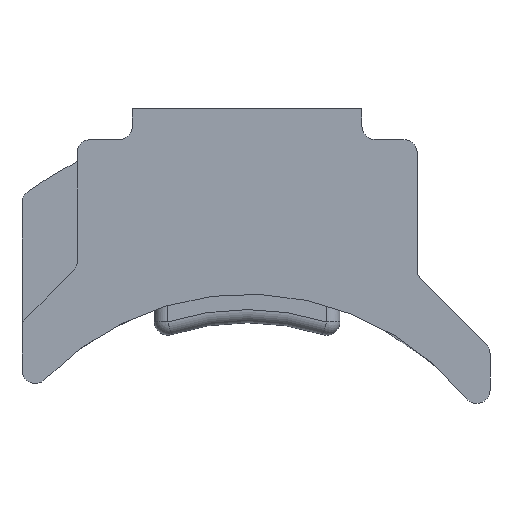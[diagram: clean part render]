
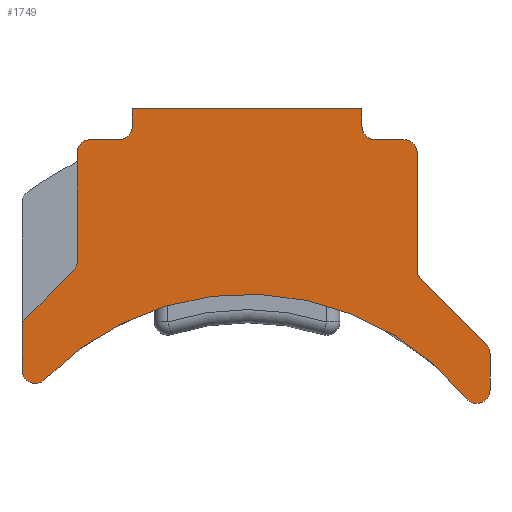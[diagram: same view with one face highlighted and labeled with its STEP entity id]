
A CAD part, front view. The second image highlights one B-rep face of the part: STEP entity #1749.
In plain terms, the highlighted planar face has unit normal (0, -1, 0).
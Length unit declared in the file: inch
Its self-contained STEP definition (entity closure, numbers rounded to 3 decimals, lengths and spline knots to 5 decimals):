
#170=FACE_OUTER_BOUND('',#290,.T.);
#290=EDGE_LOOP('',(#1181,#1182,#1183,#1184,#1185,#1186,#1187,#1188,#1189,
#1190,#1191,#1192,#1193,#1194,#1195,#1196,#1197,#1198,#1199,#1200,#1201,
#1202));
#409=LINE('',#2711,#504);
#413=LINE('',#2721,#508);
#415=LINE('',#2725,#510);
#416=LINE('',#2729,#511);
#417=LINE('',#2733,#512);
#418=LINE('',#2737,#513);
#419=LINE('',#2741,#514);
#420=LINE('',#2749,#515);
#421=LINE('',#2753,#516);
#422=LINE('',#2757,#517);
#423=LINE('',#2761,#518);
#504=VECTOR('',#2137,0.3937);
#508=VECTOR('',#2147,0.3937);
#510=VECTOR('',#2151,0.3937);
#511=VECTOR('',#2154,0.3937);
#512=VECTOR('',#2157,0.3937);
#513=VECTOR('',#2160,0.3937);
#514=VECTOR('',#2163,0.3937);
#515=VECTOR('',#2170,0.3937);
#516=VECTOR('',#2173,0.3937);
#517=VECTOR('',#2176,0.3937);
#518=VECTOR('',#2179,0.3937);
#600=CIRCLE('',#1895,0.03);
#601=CIRCLE('',#1896,0.03);
#602=CIRCLE('',#1897,0.03);
#603=CIRCLE('',#1898,0.03);
#604=CIRCLE('',#1899,0.03);
#605=CIRCLE('',#1900,0.64);
#606=CIRCLE('',#1901,0.03);
#607=CIRCLE('',#1902,0.03);
#608=CIRCLE('',#1903,0.03);
#609=CIRCLE('',#1904,0.03);
#610=CIRCLE('',#1905,0.03);
#733=VERTEX_POINT('',#2708);
#734=VERTEX_POINT('',#2710);
#737=VERTEX_POINT('',#2720);
#738=VERTEX_POINT('',#2724);
#739=VERTEX_POINT('',#2726);
#740=VERTEX_POINT('',#2728);
#741=VERTEX_POINT('',#2730);
#742=VERTEX_POINT('',#2732);
#743=VERTEX_POINT('',#2734);
#744=VERTEX_POINT('',#2736);
#745=VERTEX_POINT('',#2738);
#746=VERTEX_POINT('',#2740);
#747=VERTEX_POINT('',#2742);
#748=VERTEX_POINT('',#2744);
#749=VERTEX_POINT('',#2746);
#750=VERTEX_POINT('',#2748);
#751=VERTEX_POINT('',#2750);
#752=VERTEX_POINT('',#2752);
#753=VERTEX_POINT('',#2754);
#754=VERTEX_POINT('',#2756);
#755=VERTEX_POINT('',#2758);
#756=VERTEX_POINT('',#2760);
#893=EDGE_CURVE('',#734,#733,#409,.T.);
#898=EDGE_CURVE('',#737,#734,#413,.T.);
#900=EDGE_CURVE('',#738,#733,#415,.T.);
#901=EDGE_CURVE('',#739,#738,#600,.T.);
#902=EDGE_CURVE('',#740,#739,#416,.T.);
#903=EDGE_CURVE('',#741,#740,#601,.T.);
#904=EDGE_CURVE('',#742,#741,#417,.T.);
#905=EDGE_CURVE('',#743,#742,#602,.T.);
#906=EDGE_CURVE('',#744,#743,#418,.T.);
#907=EDGE_CURVE('',#745,#744,#603,.T.);
#908=EDGE_CURVE('',#746,#745,#419,.T.);
#909=EDGE_CURVE('',#747,#746,#604,.T.);
#910=EDGE_CURVE('',#748,#747,#605,.T.);
#911=EDGE_CURVE('',#749,#748,#606,.T.);
#912=EDGE_CURVE('',#750,#749,#420,.T.);
#913=EDGE_CURVE('',#751,#750,#607,.T.);
#914=EDGE_CURVE('',#752,#751,#421,.T.);
#915=EDGE_CURVE('',#753,#752,#608,.T.);
#916=EDGE_CURVE('',#754,#753,#422,.T.);
#917=EDGE_CURVE('',#755,#754,#609,.T.);
#918=EDGE_CURVE('',#756,#755,#423,.T.);
#919=EDGE_CURVE('',#737,#756,#610,.T.);
#1181=ORIENTED_EDGE('',*,*,#893,.T.);
#1182=ORIENTED_EDGE('',*,*,#900,.F.);
#1183=ORIENTED_EDGE('',*,*,#901,.F.);
#1184=ORIENTED_EDGE('',*,*,#902,.F.);
#1185=ORIENTED_EDGE('',*,*,#903,.F.);
#1186=ORIENTED_EDGE('',*,*,#904,.F.);
#1187=ORIENTED_EDGE('',*,*,#905,.F.);
#1188=ORIENTED_EDGE('',*,*,#906,.F.);
#1189=ORIENTED_EDGE('',*,*,#907,.F.);
#1190=ORIENTED_EDGE('',*,*,#908,.F.);
#1191=ORIENTED_EDGE('',*,*,#909,.F.);
#1192=ORIENTED_EDGE('',*,*,#910,.F.);
#1193=ORIENTED_EDGE('',*,*,#911,.F.);
#1194=ORIENTED_EDGE('',*,*,#912,.F.);
#1195=ORIENTED_EDGE('',*,*,#913,.F.);
#1196=ORIENTED_EDGE('',*,*,#914,.F.);
#1197=ORIENTED_EDGE('',*,*,#915,.F.);
#1198=ORIENTED_EDGE('',*,*,#916,.F.);
#1199=ORIENTED_EDGE('',*,*,#917,.F.);
#1200=ORIENTED_EDGE('',*,*,#918,.F.);
#1201=ORIENTED_EDGE('',*,*,#919,.F.);
#1202=ORIENTED_EDGE('',*,*,#898,.T.);
#1725=PLANE('',#1894);
#1749=ADVANCED_FACE('',(#170),#1725,.F.);
#1894=AXIS2_PLACEMENT_3D('',#2723,#2149,#2150);
#1895=AXIS2_PLACEMENT_3D('',#2727,#2152,#2153);
#1896=AXIS2_PLACEMENT_3D('',#2731,#2155,#2156);
#1897=AXIS2_PLACEMENT_3D('',#2735,#2158,#2159);
#1898=AXIS2_PLACEMENT_3D('',#2739,#2161,#2162);
#1899=AXIS2_PLACEMENT_3D('',#2743,#2164,#2165);
#1900=AXIS2_PLACEMENT_3D('',#2745,#2166,#2167);
#1901=AXIS2_PLACEMENT_3D('',#2747,#2168,#2169);
#1902=AXIS2_PLACEMENT_3D('',#2751,#2171,#2172);
#1903=AXIS2_PLACEMENT_3D('',#2755,#2174,#2175);
#1904=AXIS2_PLACEMENT_3D('',#2759,#2177,#2178);
#1905=AXIS2_PLACEMENT_3D('',#2762,#2180,#2181);
#2137=DIRECTION('',(-1.,0.,0.));
#2147=DIRECTION('',(0.,0.,1.));
#2149=DIRECTION('center_axis',(0.,1.,0.));
#2150=DIRECTION('ref_axis',(0.,0.,1.));
#2151=DIRECTION('',(0.,0.,1.));
#2152=DIRECTION('center_axis',(0.,-1.,0.));
#2153=DIRECTION('ref_axis',(0.707,0.,-0.707));
#2154=DIRECTION('',(1.,0.,0.));
#2155=DIRECTION('center_axis',(0.,1.,0.));
#2156=DIRECTION('ref_axis',(-0.707,0.,0.707));
#2157=DIRECTION('',(0.,0.,1.));
#2158=DIRECTION('center_axis',(0.,-1.,0.));
#2159=DIRECTION('ref_axis',(0.924,0.,-0.383));
#2160=DIRECTION('',(0.707,0.,0.707));
#2161=DIRECTION('center_axis',(0.,1.,0.));
#2162=DIRECTION('ref_axis',(-0.924,0.,0.383));
#2163=DIRECTION('',(0.,0.,1.));
#2164=DIRECTION('center_axis',(0.,1.,0.));
#2165=DIRECTION('ref_axis',(-0.377,0.,-0.926));
#2166=DIRECTION('center_axis',(0.,-1.,0.));
#2167=DIRECTION('ref_axis',(0.797,0.,-0.604));
#2168=DIRECTION('center_axis',(0.,1.,0.));
#2169=DIRECTION('ref_axis',(0.335,0.,-0.942));
#2170=DIRECTION('',(0.,0.,-1.));
#2171=DIRECTION('center_axis',(0.,1.,0.));
#2172=DIRECTION('ref_axis',(0.924,0.,0.383));
#2173=DIRECTION('',(0.707,0.,-0.707));
#2174=DIRECTION('center_axis',(0.,-1.,0.));
#2175=DIRECTION('ref_axis',(-0.924,0.,-0.383));
#2176=DIRECTION('',(0.,0.,-1.));
#2177=DIRECTION('center_axis',(0.,1.,0.));
#2178=DIRECTION('ref_axis',(0.707,0.,0.707));
#2179=DIRECTION('',(1.,0.,0.));
#2180=DIRECTION('center_axis',(0.,-1.,0.));
#2181=DIRECTION('ref_axis',(-0.707,0.,-0.707));
#2708=CARTESIAN_POINT('',(-0.26,0.,0.42));
#2710=CARTESIAN_POINT('',(0.26,0.,0.42));
#2711=CARTESIAN_POINT('',(0.14188,0.,0.42));
#2720=CARTESIAN_POINT('',(0.26,0.,0.38));
#2721=CARTESIAN_POINT('',(0.26,0.,0.35));
#2723=CARTESIAN_POINT('Origin',(0.02376,0.,0.06981));
#2724=CARTESIAN_POINT('',(-0.26,0.,0.38));
#2725=CARTESIAN_POINT('',(-0.26,0.,0.35));
#2726=CARTESIAN_POINT('',(-0.29,0.,0.35));
#2727=CARTESIAN_POINT('Origin',(-0.29,0.,0.38));
#2728=CARTESIAN_POINT('',(-0.355,0.,0.35));
#2729=CARTESIAN_POINT('',(-0.385,0.,0.35));
#2730=CARTESIAN_POINT('',(-0.385,0.,0.32));
#2731=CARTESIAN_POINT('Origin',(-0.355,0.,0.32));
#2732=CARTESIAN_POINT('',(-0.385,0.,0.07408));
#2733=CARTESIAN_POINT('',(-0.385,0.,0.06165));
#2734=CARTESIAN_POINT('',(-0.39379,0.,0.05287));
#2735=CARTESIAN_POINT('Origin',(-0.415,0.,0.07408));
#2736=CARTESIAN_POINT('',(-0.50121,0.,-0.05456));
#2737=CARTESIAN_POINT('',(-0.51,0.,-0.06335));
#2738=CARTESIAN_POINT('',(-0.51,0.,-0.07577));
#2739=CARTESIAN_POINT('Origin',(-0.48,0.,-0.07577));
#2740=CARTESIAN_POINT('',(-0.51,0.,-0.17256));
#2741=CARTESIAN_POINT('',(-0.51,0.,-0.25335));
#2742=CARTESIAN_POINT('',(-0.45851,0.,-0.19349));
#2743=CARTESIAN_POINT('Origin',(-0.48,0.,-0.17256));
#2744=CARTESIAN_POINT('',(0.49672,0.,-0.23642));
#2745=CARTESIAN_POINT('Origin',(0.,0.,-0.64));
#2746=CARTESIAN_POINT('',(0.55,0.,-0.21751));
#2747=CARTESIAN_POINT('Origin',(0.52,0.,-0.21751));
#2748=CARTESIAN_POINT('',(0.55,0.,-0.13517));
#2749=CARTESIAN_POINT('',(0.55,0.,-0.12274));
#2750=CARTESIAN_POINT('',(0.54121,0.,-0.11395));
#2751=CARTESIAN_POINT('Origin',(0.52,0.,-0.13517));
#2752=CARTESIAN_POINT('',(0.39379,0.,0.03347));
#2753=CARTESIAN_POINT('',(0.385,0.,0.04226));
#2754=CARTESIAN_POINT('',(0.385,0.,0.05469));
#2755=CARTESIAN_POINT('Origin',(0.415,0.,0.05469));
#2756=CARTESIAN_POINT('',(0.385,0.,0.32));
#2757=CARTESIAN_POINT('',(0.385,0.,0.35));
#2758=CARTESIAN_POINT('',(0.355,0.,0.35));
#2759=CARTESIAN_POINT('Origin',(0.355,0.,0.32));
#2760=CARTESIAN_POINT('',(0.29,0.,0.35));
#2761=CARTESIAN_POINT('',(-0.385,0.,0.35));
#2762=CARTESIAN_POINT('Origin',(0.29,0.,0.38));
